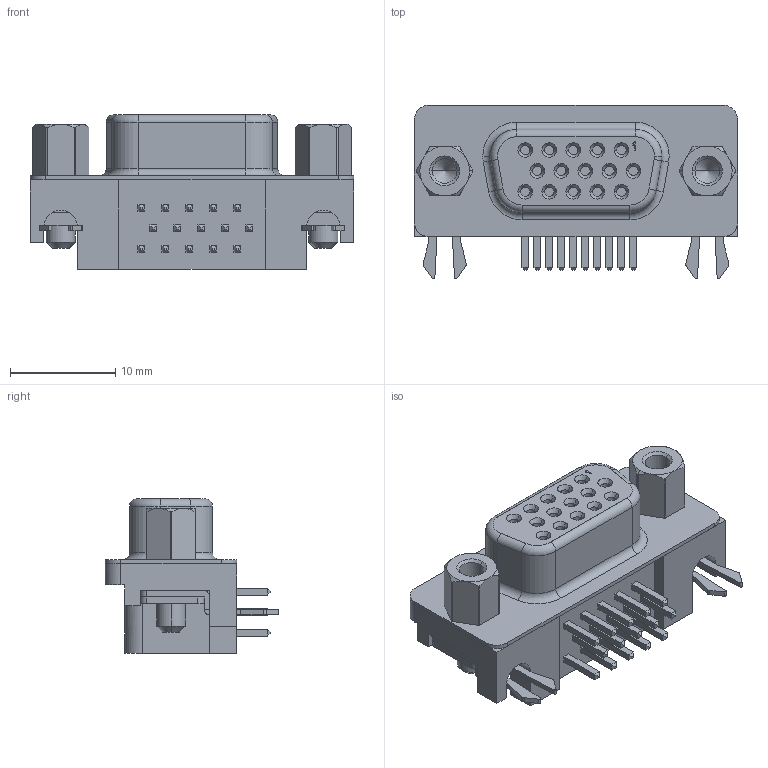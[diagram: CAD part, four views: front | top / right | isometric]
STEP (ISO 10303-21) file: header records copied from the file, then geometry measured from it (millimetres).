
FILE_DESCRIPTION (( 'STEP AP214' ), '1' );
FILE_NAME ('K61X-E15S-NJ_rA4.STEP', '2014-10-06T19:38:39', ( '' ), ( '' ), 'SwSTEP 2.0', 'SolidWorks 2014', '' );
FILE_SCHEMA (( 'AUTOMOTIVE_DESIGN' ));
Length unit declared in the file: millimetre
Products named in the file (1): K61X-E15S-NJ_rA4
Bounding box: 30.81 x 16.54 x 14.71 mm (x, y, z)
Volume: 3125.1 mm3; surface area: 2655.2 mm2
Topology: 1 solids, 3 shells, 479 faces, 1124 edges, 685 vertices
Faces by surface type: plane 273, cylinder 122, cone 68, torus 14, bspline 2
Entity records: 18942 total; most frequent: CARTESIAN_POINT 2534, DIRECTION 2365, ORIENTED_EDGE 2240, EDGE_CURVE 1120, AXIS2_PLACEMENT_3D 798, VECTOR 769, LINE 769, VERTEX_POINT 685
